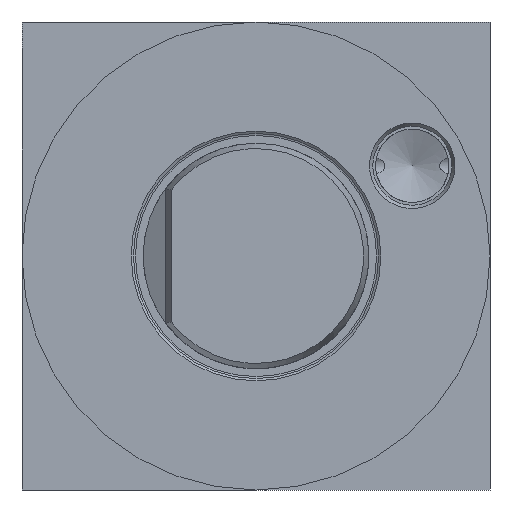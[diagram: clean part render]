
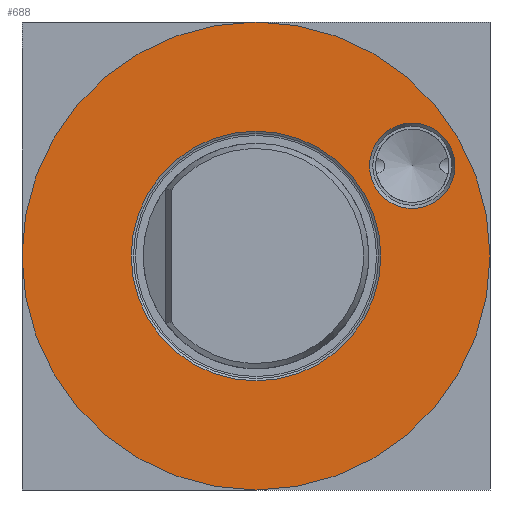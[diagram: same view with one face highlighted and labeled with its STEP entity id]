
A CAD part, left-side view. The second image highlights one B-rep face of the part: STEP entity #688.
In plain terms, the highlighted planar face has unit normal (-1, 0, 0).
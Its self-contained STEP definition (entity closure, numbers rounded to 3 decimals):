
#93 = AXIS2_PLACEMENT_3D ( 'NONE', #1290, #7228, #8555 ) ;
#365 = VERTEX_POINT ( 'NONE', #14672 ) ;
#688 = ADVANCED_FACE ( 'NONE', ( #4850, #14165, #6178 ), #15414, .F. ) ;
#709 = EDGE_CURVE ( 'NONE', #9510, #9510, #12448, .T. ) ;
#763 = DIRECTION ( 'NONE',  ( -1., 0., 0. ) ) ;
#1290 = CARTESIAN_POINT ( 'NONE',  ( 0., -27.713, 16. ) ) ;
#1700 = EDGE_CURVE ( 'NONE', #365, #365, #10526, .T. ) ;
#2012 = AXIS2_PLACEMENT_3D ( 'NONE', #4475, #3673, #14624 ) ;
#2556 = DIRECTION ( 'NONE',  ( 0., 0., 1. ) ) ;
#2700 = AXIS2_PLACEMENT_3D ( 'NONE', #12768, #763, #14101 ) ;
#3673 = DIRECTION ( 'NONE',  ( 1., 0., 0. ) ) ;
#3680 = CARTESIAN_POINT ( 'NONE',  ( 0., -27.713, 8.423 ) ) ;
#4475 = CARTESIAN_POINT ( 'NONE',  ( 0., 41.5, 0. ) ) ;
#4850 = FACE_BOUND ( 'NONE', #8171, .T. ) ;
#5003 = CARTESIAN_POINT ( 'NONE',  ( 0., 0., 0. ) ) ;
#5077 = ORIENTED_EDGE ( 'NONE', *, *, #709, .T. ) ;
#5453 = EDGE_LOOP ( 'NONE', ( #14531 ) ) ;
#5994 = AXIS2_PLACEMENT_3D ( 'NONE', #5003, #14832, #2556 ) ;
#6178 = FACE_OUTER_BOUND ( 'NONE', #5453, .T. ) ;
#6225 = EDGE_CURVE ( 'NONE', #11027, #11027, #11174, .T. ) ;
#7228 = DIRECTION ( 'NONE',  ( 1., 0., 0. ) ) ;
#8017 = ORIENTED_EDGE ( 'NONE', *, *, #6225, .F. ) ;
#8171 = EDGE_LOOP ( 'NONE', ( #5077 ) ) ;
#8555 = DIRECTION ( 'NONE',  ( 0., 0., -1. ) ) ;
#9510 = VERTEX_POINT ( 'NONE', #3680 ) ;
#10526 = CIRCLE ( 'NONE', #5994, 41.5 ) ;
#11027 = VERTEX_POINT ( 'NONE', #13824 ) ;
#11139 = EDGE_LOOP ( 'NONE', ( #8017 ) ) ;
#11174 = CIRCLE ( 'NONE', #2700, 22.15 ) ;
#12448 = CIRCLE ( 'NONE', #93, 7.577 ) ;
#12768 = CARTESIAN_POINT ( 'NONE',  ( 0., 0., 0. ) ) ;
#13824 = CARTESIAN_POINT ( 'NONE',  ( 0., 0., 22.15 ) ) ;
#14101 = DIRECTION ( 'NONE',  ( 0., 0., 1. ) ) ;
#14165 = FACE_BOUND ( 'NONE', #11139, .T. ) ;
#14531 = ORIENTED_EDGE ( 'NONE', *, *, #1700, .T. ) ;
#14624 = DIRECTION ( 'NONE',  ( 0., 0., -1. ) ) ;
#14672 = CARTESIAN_POINT ( 'NONE',  ( 0., 0., 41.5 ) ) ;
#14832 = DIRECTION ( 'NONE',  ( -1., 0., 0. ) ) ;
#15414 = PLANE ( 'NONE',  #2012 ) ;
